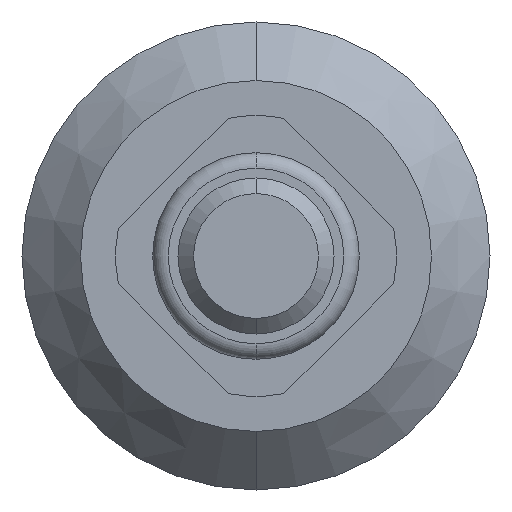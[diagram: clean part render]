
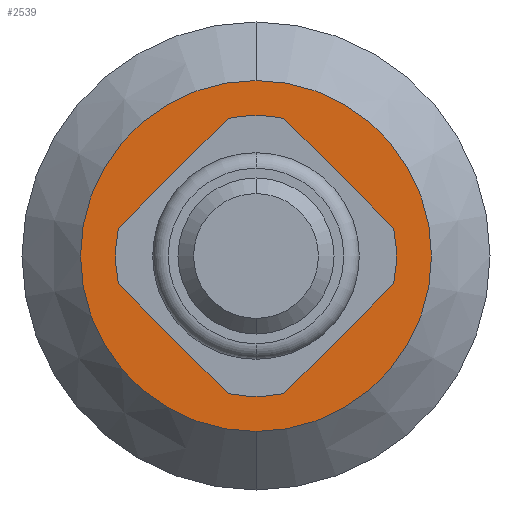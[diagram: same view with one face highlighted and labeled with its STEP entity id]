
A CAD part, front view. The second image highlights one B-rep face of the part: STEP entity #2539.
In plain terms, the highlighted planar face has unit normal (0, -1, 0).
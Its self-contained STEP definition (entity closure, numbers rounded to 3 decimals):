
#48 = CIRCLE ( 'NONE', #638, 0.9 ) ;
#53 = VERTEX_POINT ( 'NONE', #2974 ) ;
#303 = EDGE_CURVE ( 'Defeature ausgef�hrt3_22+Defeature ausgef�hrt3_23+Defeature ausgef�hrt3_23+Defeature ausgef�hrt3_23', #1851, #2204, #1627, .T. ) ;
#340 = ORIENTED_EDGE ( 'NONE', *, *, #1113, .T. ) ;
#425 = DIRECTION ( 'NONE',  ( 0., 0., -1. ) ) ;
#433 = DIRECTION ( 'NONE',  ( 0., -1., 0. ) ) ;
#638 = AXIS2_PLACEMENT_3D ( 'NONE', #3661, #2151, #425 ) ;
#731 = DIRECTION ( 'NONE',  ( 0., 0., -1. ) ) ;
#756 = FACE_BOUND ( 'NONE', #2213, .T. ) ;
#760 = PLANE ( 'NONE',  #1842 ) ;
#853 = DIRECTION ( 'NONE',  ( 0., 0., -1. ) ) ;
#880 = CIRCLE ( 'NONE', #1484, 0.9 ) ;
#953 = EDGE_LOOP ( 'NONE', ( #2444, #340 ) ) ;
#1113 = EDGE_CURVE ( 'Defeature ausgef�hrt3_22+Defeature ausgef�hrt3_23+Defeature ausgef�hrt3_23+Defeature ausgef�hrt3_23', #2204, #1851, #3483, .T. ) ;
#1131 = VERTEX_POINT ( 'NONE', #2762 ) ;
#1153 = CARTESIAN_POINT ( 'NONE',  ( 0., 5.3, -2.25 ) ) ;
#1241 = CARTESIAN_POINT ( 'NONE',  ( 0., 5.3, 0. ) ) ;
#1282 = DIRECTION ( 'NONE',  ( 0., 0., -1. ) ) ;
#1484 = AXIS2_PLACEMENT_3D ( 'NONE', #1241, #3211, #3529 ) ;
#1587 = CARTESIAN_POINT ( 'NONE',  ( 0., 5.3, 0. ) ) ;
#1627 = CIRCLE ( 'NONE', #1970, 2.25 ) ;
#1842 = AXIS2_PLACEMENT_3D ( 'NONE', #1913, #2722, #1282 ) ;
#1851 = VERTEX_POINT ( 'NONE', #2765 ) ;
#1913 = CARTESIAN_POINT ( 'NONE',  ( 3., 5.3, 0. ) ) ;
#1955 = AXIS2_PLACEMENT_3D ( 'NONE', #1587, #433, #731 ) ;
#1970 = AXIS2_PLACEMENT_3D ( 'NONE', #1998, #3450, #853 ) ;
#1998 = CARTESIAN_POINT ( 'NONE',  ( 0., 5.3, 0. ) ) ;
#2151 = DIRECTION ( 'NONE',  ( 0., -1., 0. ) ) ;
#2204 = VERTEX_POINT ( 'NONE', #1153 ) ;
#2213 = EDGE_LOOP ( 'NONE', ( #2569, #2945 ) ) ;
#2444 = ORIENTED_EDGE ( 'NONE', *, *, #303, .T. ) ;
#2536 = EDGE_CURVE ( 'Defeature ausgef�hrt3_19+Defeature ausgef�hrt3_22+Defeature ausgef�hrt3_22+Defeature ausgef�hrt3_22', #1131, #53, #48, .T. ) ;
#2539 = ADVANCED_FACE ( 'Defeature ausgef�hrt3_22', ( #3612, #756 ), #760, .T. ) ;
#2569 = ORIENTED_EDGE ( 'NONE', *, *, #3741, .F. ) ;
#2722 = DIRECTION ( 'NONE',  ( 0., -1., 0. ) ) ;
#2762 = CARTESIAN_POINT ( 'NONE',  ( 0., 5.3, 0.9 ) ) ;
#2765 = CARTESIAN_POINT ( 'NONE',  ( 0., 5.3, 2.25 ) ) ;
#2945 = ORIENTED_EDGE ( 'NONE', *, *, #2536, .F. ) ;
#2974 = CARTESIAN_POINT ( 'NONE',  ( 0., 5.3, -0.9 ) ) ;
#3211 = DIRECTION ( 'NONE',  ( 0., -1., 0. ) ) ;
#3450 = DIRECTION ( 'NONE',  ( 0., -1., 0. ) ) ;
#3483 = CIRCLE ( 'NONE', #1955, 2.25 ) ;
#3529 = DIRECTION ( 'NONE',  ( 0., 0., -1. ) ) ;
#3612 = FACE_OUTER_BOUND ( 'NONE', #953, .T. ) ;
#3661 = CARTESIAN_POINT ( 'NONE',  ( 0., 5.3, 0. ) ) ;
#3741 = EDGE_CURVE ( 'Defeature ausgef�hrt3_19+Defeature ausgef�hrt3_22+Defeature ausgef�hrt3_22+Defeature ausgef�hrt3_22', #53, #1131, #880, .T. ) ;
